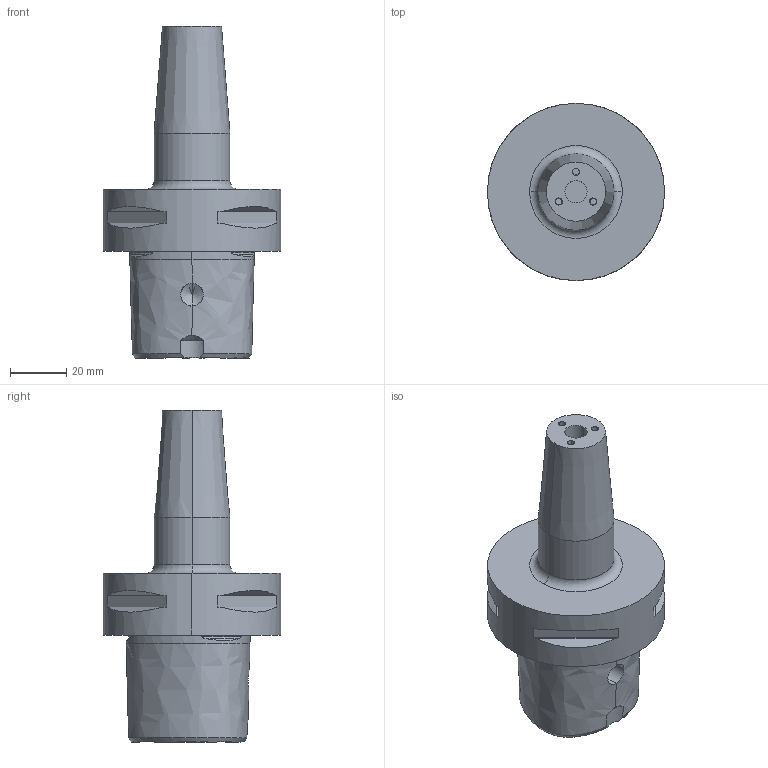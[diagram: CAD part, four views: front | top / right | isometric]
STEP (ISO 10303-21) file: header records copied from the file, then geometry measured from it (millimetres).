
FILE_DESCRIPTION (( 'STEP AP203' ), '1' );
FILE_NAME ('STP-5143-801-A20-315-1(SATE-143.651.55.315B).STEP', '2025-04-24T07:12:07', ( '' ), ( '' ), 'SwSTEP 2.0', 'SolidWorks 2017', '' );
FILE_SCHEMA (( 'CONFIG_CONTROL_DESIGN' ));
Length unit declared in the file: millimetre
Products named in the file (1): STP-5143-801-A20-315-1(SATE-143.651.55.315B)
Bounding box: 63 x 63 x 118 mm (x, y, z)
Volume: 123691.1 mm3; surface area: 25179.6 mm2
Topology: 1 solids, 1 shells, 95 faces, 218 edges, 134 vertices
Faces by surface type: plane 33, cylinder 27, cone 18, torus 11, bspline 6
Entity records: 5157 total; most frequent: CARTESIAN_POINT 3019, ORIENTED_EDGE 428, DIRECTION 426, EDGE_CURVE 214, AXIS2_PLACEMENT_3D 181, VERTEX_POINT 134, EDGE_LOOP 110, ADVANCED_FACE 95
